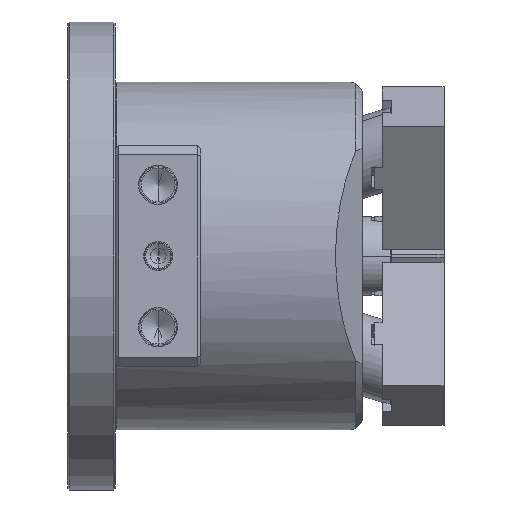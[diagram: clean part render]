
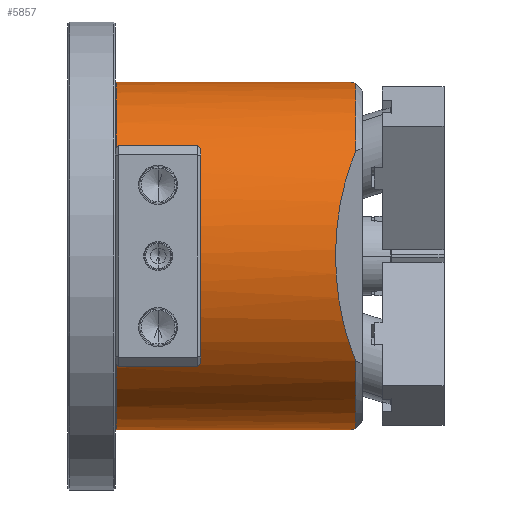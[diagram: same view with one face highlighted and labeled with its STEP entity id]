
A CAD part, front view. The second image highlights one B-rep face of the part: STEP entity #5857.
In plain terms, the highlighted cylindrical face has radius 55 mm (diameter 110 mm), a partial arc.
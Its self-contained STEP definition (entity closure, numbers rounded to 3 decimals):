
#399 = VECTOR ( 'NONE', #10784, 1000. ) ;
#666 = EDGE_CURVE ( 'NONE', #8236, #1114, #5380, .T. ) ;
#684 = VERTEX_POINT ( 'NONE', #9644 ) ;
#694 = ORIENTED_EDGE ( 'NONE', *, *, #7884, .T. ) ;
#783 = LINE ( 'NONE', #3453, #399 ) ;
#1012 =( BOUNDED_CURVE ( )  B_SPLINE_CURVE ( 3, ( #12033, #3479, #13273, #5953 ),
 .UNSPECIFIED., .F., .T. ) 
 B_SPLINE_CURVE_WITH_KNOTS ( ( 4, 4 ),
 ( 5.639, 6.928 ),
 .UNSPECIFIED. ) 
 CURVE ( )  GEOMETRIC_REPRESENTATION_ITEM ( )  RATIONAL_B_SPLINE_CURVE ( ( 1., 0.866, 0.866, 1. ) ) 
 REPRESENTATION_ITEM ( '' )  );
#1017 = DIRECTION ( 'NONE',  ( -1., 0., 0. ) ) ;
#1114 = VERTEX_POINT ( 'NONE', #1513 ) ;
#1279 = AXIS2_PLACEMENT_3D ( 'NONE', #9383, #2032, #10595 ) ;
#1373 = EDGE_CURVE ( 'NONE', #9294, #7468, #4742, .T. ) ;
#1378 = CARTESIAN_POINT ( 'NONE',  ( 74.523, -2.219, 55. ) ) ;
#1386 = DIRECTION ( 'NONE',  ( -1., 0., 0. ) ) ;
#1513 = CARTESIAN_POINT ( 'NONE',  ( 76., -6.638, -54.598 ) ) ;
#1932 = CARTESIAN_POINT ( 'NONE',  ( 75.23, -4.435, -54.866 ) ) ;
#1952 = CARTESIAN_POINT ( 'NONE',  ( 0.3, 0., 0. ) ) ;
#2032 = DIRECTION ( 'NONE',  ( -1., 0., 0. ) ) ;
#2224 = CARTESIAN_POINT ( 'NONE',  ( 73.883, 0., -55. ) ) ;
#2383 = CARTESIAN_POINT ( 'NONE',  ( 75.23, -4.435, 54.866 ) ) ;
#2450 = CIRCLE ( 'NONE', #14545, 55. ) ;
#2811 = CARTESIAN_POINT ( 'NONE',  ( 73.883, 0., -55. ) ) ;
#2908 = AXIS2_PLACEMENT_3D ( 'NONE', #8713, #1386, #9948 ) ;
#3012 = ORIENTED_EDGE ( 'NONE', *, *, #6951, .T. ) ;
#3150 = DIRECTION ( 'NONE',  ( 0., 0., -1. ) ) ;
#3369 = DIRECTION ( 'NONE',  ( 0., 0., 1. ) ) ;
#3453 = CARTESIAN_POINT ( 'NONE',  ( -73.258, 0., 55. ) ) ;
#3479 = CARTESIAN_POINT ( 'NONE',  ( 67.177, -59.247, -12.717 ) ) ;
#3969 =( BOUNDED_CURVE ( )  B_SPLINE_CURVE ( 3, ( #14654, #2383, #1378, #8536 ),
 .UNSPECIFIED., .F., .T. ) 
 B_SPLINE_CURVE_WITH_KNOTS ( ( 4, 4 ),
 ( 5.639, 5.76 ),
 .UNSPECIFIED. ) 
 CURVE ( )  GEOMETRIC_REPRESENTATION_ITEM ( )  RATIONAL_B_SPLINE_CURVE ( ( 1., 0.999, 0.999, 1. ) ) 
 REPRESENTATION_ITEM ( '' )  );
#4268 = CARTESIAN_POINT ( 'NONE',  ( -73.258, 0., -55. ) ) ;
#4533 = ORIENTED_EDGE ( 'NONE', *, *, #1373, .T. ) ;
#4742 = CIRCLE ( 'NONE', #1279, 55. ) ;
#5380 =( BOUNDED_CURVE ( )  B_SPLINE_CURVE ( 3, ( #2811, #8011, #1932, #8122 ),
 .UNSPECIFIED., .F., .F. ) 
 B_SPLINE_CURVE_WITH_KNOTS ( ( 4, 4 ),
 ( 0.524, 0.645 ),
 .UNSPECIFIED. ) 
 CURVE ( )  GEOMETRIC_REPRESENTATION_ITEM ( )  RATIONAL_B_SPLINE_CURVE ( ( 1., 0.999, 0.999, 1. ) ) 
 REPRESENTATION_ITEM ( '' )  );
#5785 = LINE ( 'NONE', #4268, #8650 ) ;
#5823 = ORIENTED_EDGE ( 'NONE', *, *, #666, .T. ) ;
#5857 = ADVANCED_FACE ( 'NONE', ( #15686 ), #5901, .T. ) ;
#5901 = CYLINDRICAL_SURFACE ( 'NONE', #15769, 55. ) ;
#5953 = CARTESIAN_POINT ( 'NONE',  ( 76., -43.964, 33.048 ) ) ;
#6212 = ORIENTED_EDGE ( 'NONE', *, *, #14024, .T. ) ;
#6951 = EDGE_CURVE ( 'NONE', #8764, #11291, #2450, .T. ) ;
#7144 = EDGE_CURVE ( 'NONE', #12273, #9294, #1012, .T. ) ;
#7289 = CARTESIAN_POINT ( 'NONE',  ( 76., -43.964, -33.048 ) ) ;
#7468 = VERTEX_POINT ( 'NONE', #15175 ) ;
#7884 = EDGE_CURVE ( 'NONE', #7468, #684, #3969, .T. ) ;
#8011 = CARTESIAN_POINT ( 'NONE',  ( 74.523, -2.219, -55. ) ) ;
#8122 = CARTESIAN_POINT ( 'NONE',  ( 76., -6.638, -54.598 ) ) ;
#8236 = VERTEX_POINT ( 'NONE', #2224 ) ;
#8536 = CARTESIAN_POINT ( 'NONE',  ( 73.883, 0., 55. ) ) ;
#8650 = VECTOR ( 'NONE', #9210, 1000. ) ;
#8713 = CARTESIAN_POINT ( 'NONE',  ( 76., 0., 0. ) ) ;
#8764 = VERTEX_POINT ( 'NONE', #12883 ) ;
#9210 = DIRECTION ( 'NONE',  ( -1., 0., 0. ) ) ;
#9294 = VERTEX_POINT ( 'NONE', #10343 ) ;
#9383 = CARTESIAN_POINT ( 'NONE',  ( 76., 0., 0. ) ) ;
#9398 = ORIENTED_EDGE ( 'NONE', *, *, #7144, .T. ) ;
#9644 = CARTESIAN_POINT ( 'NONE',  ( 73.883, 0., 55. ) ) ;
#9948 = DIRECTION ( 'NONE',  ( 0., 0., 1. ) ) ;
#10343 = CARTESIAN_POINT ( 'NONE',  ( 76., -43.964, 33.048 ) ) ;
#10495 = DIRECTION ( 'NONE',  ( 1., 0., 0. ) ) ;
#10595 = DIRECTION ( 'NONE',  ( 0., 0., 1. ) ) ;
#10784 = DIRECTION ( 'NONE',  ( -1., 0., 0. ) ) ;
#11291 = VERTEX_POINT ( 'NONE', #11380 ) ;
#11380 = CARTESIAN_POINT ( 'NONE',  ( 0.3, 0., -55. ) ) ;
#11495 = EDGE_CURVE ( 'NONE', #684, #8764, #783, .T. ) ;
#12033 = CARTESIAN_POINT ( 'NONE',  ( 76., -43.964, -33.048 ) ) ;
#12051 = ORIENTED_EDGE ( 'NONE', *, *, #11495, .T. ) ;
#12273 = VERTEX_POINT ( 'NONE', #7289 ) ;
#12652 = EDGE_LOOP ( 'NONE', ( #13971, #5823, #6212, #9398, #4533, #694, #12051, #3012 ) ) ;
#12883 = CARTESIAN_POINT ( 'NONE',  ( 0.3, 0., 55. ) ) ;
#13226 = EDGE_CURVE ( 'NONE', #8236, #11291, #5785, .T. ) ;
#13273 = CARTESIAN_POINT ( 'NONE',  ( 67.177, -59.247, 12.717 ) ) ;
#13971 = ORIENTED_EDGE ( 'NONE', *, *, #13226, .F. ) ;
#14024 = EDGE_CURVE ( 'NONE', #1114, #12273, #14580, .T. ) ;
#14465 = CARTESIAN_POINT ( 'NONE',  ( -73.258, 0., 0. ) ) ;
#14545 = AXIS2_PLACEMENT_3D ( 'NONE', #1952, #10495, #3150 ) ;
#14580 = CIRCLE ( 'NONE', #2908, 55. ) ;
#14654 = CARTESIAN_POINT ( 'NONE',  ( 76., -6.638, 54.598 ) ) ;
#15175 = CARTESIAN_POINT ( 'NONE',  ( 76., -6.638, 54.598 ) ) ;
#15686 = FACE_OUTER_BOUND ( 'NONE', #12652, .T. ) ;
#15769 = AXIS2_PLACEMENT_3D ( 'NONE', #14465, #1017, #3369 ) ;
